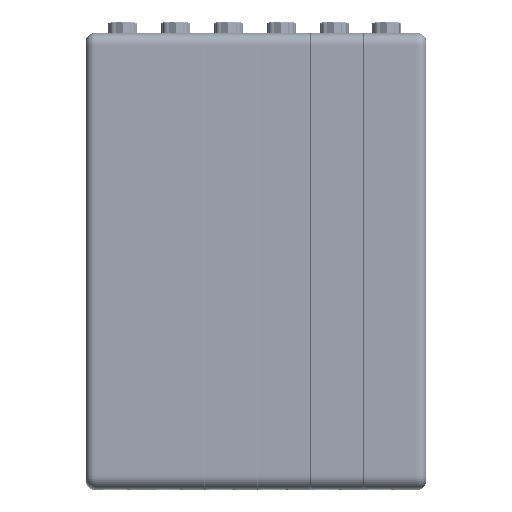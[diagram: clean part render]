
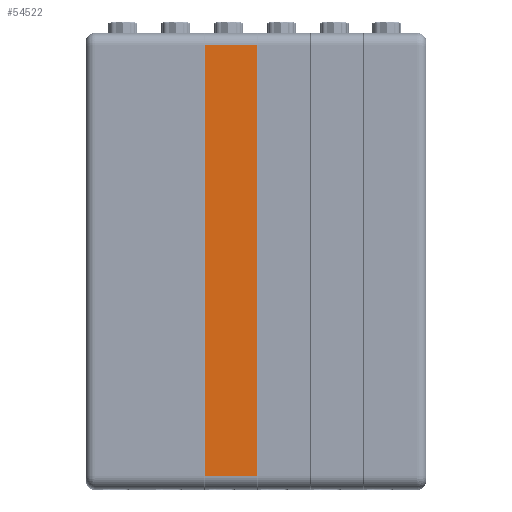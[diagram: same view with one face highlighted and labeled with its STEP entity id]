
A CAD part, front view. The second image highlights one B-rep face of the part: STEP entity #54522.
In plain terms, the highlighted face is planar.
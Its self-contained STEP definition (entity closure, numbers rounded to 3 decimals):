
#1183 = CARTESIAN_POINT ( 'NONE',  ( 1.1, 0., -4. ) ) ;
#6618 = CARTESIAN_POINT ( 'NONE',  ( 1.1, 0., -141. ) ) ;
#6620 = DIRECTION ( 'NONE',  ( 0., 0., -1. ) ) ;
#6624 = CARTESIAN_POINT ( 'NONE',  ( 17.7, 0., -4. ) ) ;
#6627 = DIRECTION ( 'NONE',  ( 0., 0., 1. ) ) ;
#6631 = CARTESIAN_POINT ( 'NONE',  ( 17.8, 0., -141. ) ) ;
#6633 = DIRECTION ( 'NONE',  ( -1., 0., 0. ) ) ;
#6653 = CARTESIAN_POINT ( 'NONE',  ( 17.8, 0., -4. ) ) ;
#6656 = DIRECTION ( 'NONE',  ( -1., 0., 0. ) ) ;
#21096 = EDGE_LOOP ( 'NONE', ( #58113, #58114, #58115, #58116 ) ) ;
#21484 = LINE ( 'NONE', #6618, #21486 ) ;
#21486 = VECTOR ( 'NONE', #6620, 1000. ) ;
#21487 = LINE ( 'NONE', #6624, #21488 ) ;
#21488 = VECTOR ( 'NONE', #6627, 1000. ) ;
#21489 = LINE ( 'NONE', #6631, #21490 ) ;
#21490 = VECTOR ( 'NONE', #6633, 1000. ) ;
#21492 = LINE ( 'NONE', #6653, #21494 ) ;
#21494 = VECTOR ( 'NONE', #6656, 1000. ) ;
#32749 = VERTEX_POINT ( 'NONE', #54425 ) ;
#32764 = VERTEX_POINT ( 'NONE', #54440 ) ;
#32766 = VERTEX_POINT ( 'NONE', #54442 ) ;
#32830 = VERTEX_POINT ( 'NONE', #1183 ) ;
#42495 = PLANE ( 'NONE',  #55236 ) ;
#42496 = CARTESIAN_POINT ( 'NONE',  ( 17.8, 0., -4. ) ) ;
#42497 = DIRECTION ( 'NONE',  ( 0., 1., 0. ) ) ;
#42498 = DIRECTION ( 'NONE',  ( 0., 0., 1. ) ) ;
#42644 = FACE_OUTER_BOUND ( 'NONE', #21096, .T. ) ;
#54425 = CARTESIAN_POINT ( 'NONE',  ( 17.7, 0., -4. ) ) ;
#54440 = CARTESIAN_POINT ( 'NONE',  ( 17.7, 0., -141. ) ) ;
#54442 = CARTESIAN_POINT ( 'NONE',  ( 1.1, 0., -141. ) ) ;
#54522 = ADVANCED_FACE ( 'NONE', ( #42644 ), #42495, .F. ) ;
#55236 = AXIS2_PLACEMENT_3D ( 'NONE', #42496, #42497, #42498 ) ;
#56627 = EDGE_CURVE ( 'NONE', #32830, #32766, #21484, .T. ) ;
#56628 = EDGE_CURVE ( 'NONE', #32764, #32749, #21487, .T. ) ;
#56629 = EDGE_CURVE ( 'NONE', #32764, #32766, #21489, .T. ) ;
#56632 = EDGE_CURVE ( 'NONE', #32749, #32830, #21492, .T. ) ;
#58113 = ORIENTED_EDGE ( 'NONE', *, *, #56629, .F. ) ;
#58114 = ORIENTED_EDGE ( 'NONE', *, *, #56628, .T. ) ;
#58115 = ORIENTED_EDGE ( 'NONE', *, *, #56632, .T. ) ;
#58116 = ORIENTED_EDGE ( 'NONE', *, *, #56627, .T. ) ;
